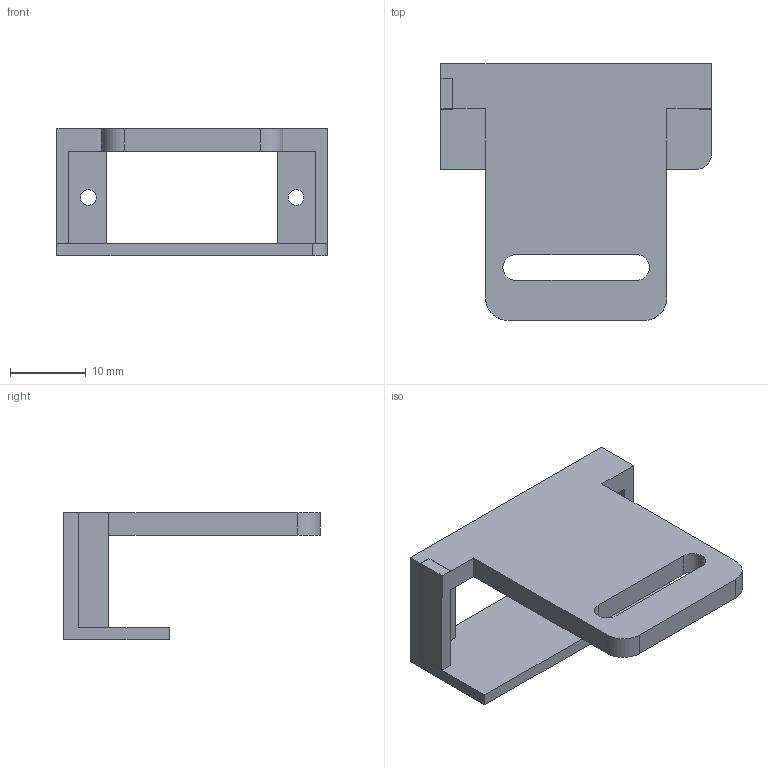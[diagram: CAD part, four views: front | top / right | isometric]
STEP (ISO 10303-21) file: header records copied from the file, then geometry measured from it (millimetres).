
FILE_DESCRIPTION(('FreeCAD Model'),'2;1');
FILE_NAME('Open CASCADE Shape Model','2021-06-04T12:46:52',('Author'),( ''),'Open CASCADE STEP processor 7.5','FreeCAD','Unknown');
FILE_SCHEMA(('AUTOMOTIVE_DESIGN { 1 0 10303 214 1 1 1 1 }'));
Length unit declared in the file: millimetre
Products named in the file (1): base-servo-copy
Bounding box: 35.85 x 34 x 16.93 mm (x, y, z)
Volume: 3722.7 mm3; surface area: 3901 mm2
Topology: 1 solids, 1 shells, 33 faces, 95 edges, 63 vertices
Faces by surface type: plane 26, cylinder 7
Full cylindrical faces by diameter (mm): 2.085 x2
Entity records: 2375 total; most frequent: CARTESIAN_POINT 436, DIRECTION 358, LINE 257, VECTOR 257, ORIENTED_EDGE 190, PCURVE 190, DEFINITIONAL_REPRESENTATION 190, EDGE_CURVE 95
